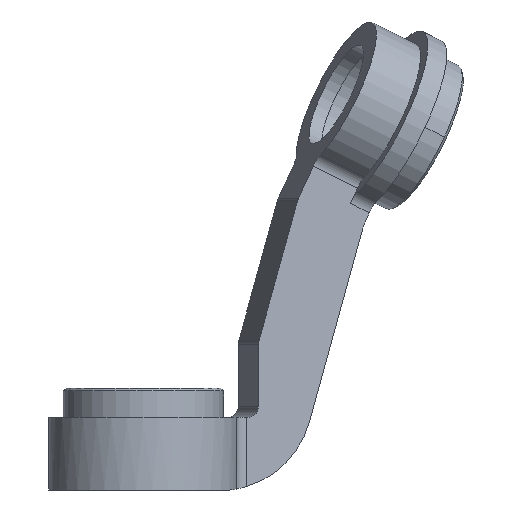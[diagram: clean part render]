
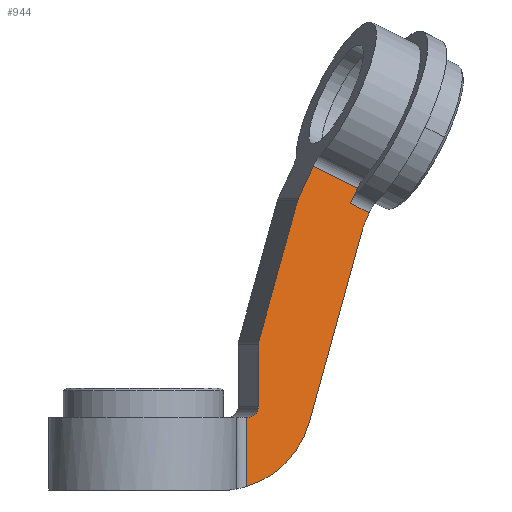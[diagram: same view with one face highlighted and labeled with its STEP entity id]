
A CAD part, front view. The second image highlights one B-rep face of the part: STEP entity #944.
In plain terms, the highlighted planar face has unit normal (0.277, -0.961, 0).
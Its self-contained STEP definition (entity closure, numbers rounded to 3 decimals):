
#154=DIRECTION('',(-0.866,-0.25,0.433));
#155=VECTOR('',#154,1.5);
#156=CARTESIAN_POINT('',(15.514,1.876,-14.769));
#157=LINE('',#156,#155);
#158=DIRECTION('',(0.265,0.076,0.961));
#159=VECTOR('',#158,13.443);
#160=CARTESIAN_POINT('',(11.406,0.691,-29.092));
#161=LINE('',#160,#159);
#162=CARTESIAN_POINT('',(5.403,-1.042,-27.3));
#163=DIRECTION('',(0.277,-0.961,0.));
#164=DIRECTION('',(0.256,0.074,-0.964));
#165=AXIS2_PLACEMENT_3D('',#162,#163,#164);
#167=DIRECTION('',(0.,0.,-1.));
#168=VECTOR('',#167,4.765);
#169=CARTESIAN_POINT('',(7.066,-0.562,-28.8));
#170=LINE('',#169,#168);
#171=DIRECTION('',(-0.961,-0.277,0.));
#172=VECTOR('',#171,0.117);
#173=CARTESIAN_POINT('',(7.179,-0.53,-28.8));
#174=LINE('',#173,#172);
#175=DIRECTION('',(0.,0.,-1.));
#176=VECTOR('',#175,4.263);
#177=CARTESIAN_POINT('',(7.899,-0.322,
-23.787));
#178=LINE('',#177,#176);
#179=CARTESIAN_POINT('',(8.62,-0.114,
-23.787));
#180=DIRECTION('',(0.277,-0.961,0.));
#181=DIRECTION('',(-0.924,-0.267,0.276));
#182=AXIS2_PLACEMENT_3D('',#179,#180,#181);
#184=DIRECTION('',(-0.265,-0.076,-0.961));
#185=VECTOR('',#184,10.051);
#186=CARTESIAN_POINT('',(10.589,0.455,-13.918));
#187=LINE('',#186,#185);
#188=CARTESIAN_POINT('',(11.281,0.655,-14.125));
#189=DIRECTION('',(-0.277,0.961,0.));
#190=DIRECTION('',(-0.924,-0.267,0.276));
#191=AXIS2_PLACEMENT_3D('',#188,#189,#190);
#193=DIRECTION('',(0.416,0.12,0.901));
#194=VECTOR('',#193,2.483);
#195=CARTESIAN_POINT('',(10.632,0.467,-13.8));
#196=LINE('',#195,#194);
#197=DIRECTION('',(0.866,0.25,-0.433));
#198=VECTOR('',#197,3.5);
#199=CARTESIAN_POINT('',(11.665,0.765,-11.562));
#200=LINE('',#199,#198);
#233=DIRECTION('',(0.416,0.12,0.901));
#234=VECTOR('',#233,1.156);
#235=CARTESIAN_POINT('',(14.215,1.501,-14.12));
#236=LINE('',#235,#234);
#327=DIRECTION('',(0.416,0.12,0.901));
#328=VECTOR('',#327,0.419);
#329=CARTESIAN_POINT('',(15.34,1.826,-15.147));
#330=LINE('',#329,#328);
#489=CARTESIAN_POINT('',(7.179,-0.53,-28.05));
#490=DIRECTION('',(-0.277,0.961,0.));
#491=DIRECTION('',(0.961,0.277,0.));
#492=AXIS2_PLACEMENT_3D('',#489,#490,#491);
#494=CARTESIAN_POINT('',(20.969,3.451,-17.961));
#495=DIRECTION('',(-0.277,0.961,0.));
#496=DIRECTION('',(-0.924,-0.267,0.276));
#497=AXIS2_PLACEMENT_3D('',#494,#495,#496);
#608=CARTESIAN_POINT('',(11.406,0.691,-29.092));
#610=VERTEX_POINT('',#608);
#616=CARTESIAN_POINT('',(10.589,0.455,-13.918));
#617=CARTESIAN_POINT('',(7.927,-0.314,
-23.58));
#618=VERTEX_POINT('',#616);
#619=VERTEX_POINT('',#617);
#624=CARTESIAN_POINT('',(15.514,1.876,-14.769));
#625=CARTESIAN_POINT('',(14.215,1.501,-14.12));
#626=VERTEX_POINT('',#624);
#627=VERTEX_POINT('',#625);
#640=CARTESIAN_POINT('',(7.066,-0.562,-28.8));
#641=CARTESIAN_POINT('',(7.066,-0.562,
-33.565));
#642=VERTEX_POINT('',#640);
#643=VERTEX_POINT('',#641);
#652=CARTESIAN_POINT('',(15.34,1.826,-15.147));
#653=VERTEX_POINT('',#652);
#656=CARTESIAN_POINT('',(14.966,1.718,-16.17));
#658=VERTEX_POINT('',#656);
#661=CARTESIAN_POINT('',(10.632,0.467,-13.8));
#663=VERTEX_POINT('',#661);
#674=CARTESIAN_POINT('',(7.899,-0.322,
-23.787));
#675=VERTEX_POINT('',#674);
#677=CARTESIAN_POINT('',(7.179,-0.53,-28.8));
#679=VERTEX_POINT('',#677);
#681=CARTESIAN_POINT('',(7.899,-0.322,-28.05));
#683=VERTEX_POINT('',#681);
#688=CARTESIAN_POINT('',(11.665,0.765,-11.562));
#689=VERTEX_POINT('',#688);
#697=CARTESIAN_POINT('',(14.696,1.64,-13.078));
#699=VERTEX_POINT('',#697);
#909=CARTESIAN_POINT('',(0.693,-2.402,0.));
#910=DIRECTION('',(0.277,-0.961,0.));
#911=DIRECTION('',(0.961,0.277,0.));
#912=AXIS2_PLACEMENT_3D('',#909,#910,#911);
#913=PLANE('',#912);
#915=ORIENTED_EDGE('',*,*,#914,.F.);
#917=ORIENTED_EDGE('',*,*,#916,.F.);
#919=ORIENTED_EDGE('',*,*,#918,.F.);
#921=ORIENTED_EDGE('',*,*,#920,.F.);
#923=ORIENTED_EDGE('',*,*,#922,.F.);
#924=ORIENTED_EDGE('',*,*,#902,.F.);
#925=ORIENTED_EDGE('',*,*,#866,.F.);
#927=ORIENTED_EDGE('',*,*,#926,.F.);
#929=ORIENTED_EDGE('',*,*,#928,.F.);
#931=ORIENTED_EDGE('',*,*,#930,.F.);
#933=ORIENTED_EDGE('',*,*,#932,.F.);
#935=ORIENTED_EDGE('',*,*,#934,.T.);
#937=ORIENTED_EDGE('',*,*,#936,.T.);
#939=ORIENTED_EDGE('',*,*,#938,.T.);
#941=ORIENTED_EDGE('',*,*,#940,.F.);
#942=EDGE_LOOP('',(#915,#917,#919,#921,#923,#924,#925,#927,#929,#931,#933,#935,
#937,#939,#941));
#943=FACE_OUTER_BOUND('',#942,.F.);
#944=ADVANCED_FACE('',(#943),#913,.T.);
#166=CIRCLE('',#165,6.5);
#183=CIRCLE('',#182,0.75);
#192=CIRCLE('',#191,0.75);
#493=CIRCLE('',#492,0.75);
#498=CIRCLE('',#497,6.5);
#866=EDGE_CURVE('',#679,#642,#174,.T.);
#902=EDGE_CURVE('',#642,#643,#170,.T.);
#914=EDGE_CURVE('',#626,#627,#157,.T.);
#916=EDGE_CURVE('',#653,#626,#330,.T.);
#918=EDGE_CURVE('',#658,#653,#498,.T.);
#920=EDGE_CURVE('',#610,#658,#161,.T.);
#922=EDGE_CURVE('',#643,#610,#166,.T.);
#926=EDGE_CURVE('',#683,#679,#493,.T.);
#928=EDGE_CURVE('',#675,#683,#178,.T.);
#930=EDGE_CURVE('',#619,#675,#183,.T.);
#932=EDGE_CURVE('',#618,#619,#187,.T.);
#934=EDGE_CURVE('',#618,#663,#192,.T.);
#936=EDGE_CURVE('',#663,#689,#196,.T.);
#938=EDGE_CURVE('',#689,#699,#200,.T.);
#940=EDGE_CURVE('',#627,#699,#236,.T.);
